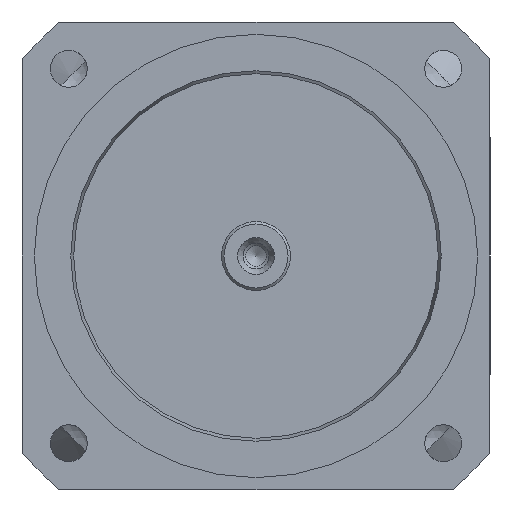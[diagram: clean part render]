
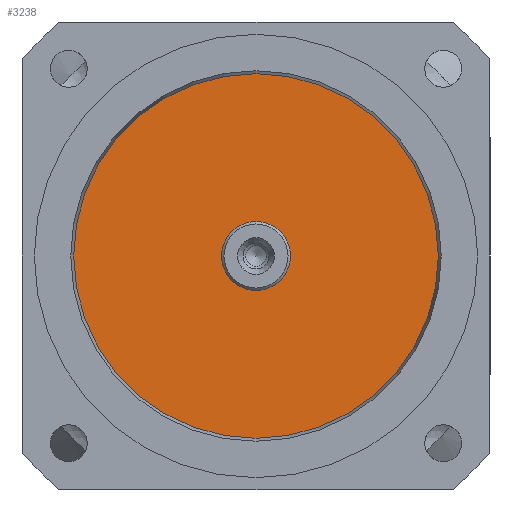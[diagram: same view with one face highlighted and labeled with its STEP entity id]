
A CAD part, left-side view. The second image highlights one B-rep face of the part: STEP entity #3238.
In plain terms, the highlighted planar face has unit normal (-1, 0, 0).
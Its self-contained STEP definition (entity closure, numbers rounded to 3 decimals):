
#650=CIRCLE('',#3442,14.);
#654=CIRCLE('',#3451,74.);
#911=VERTEX_POINT('',#4953);
#913=VERTEX_POINT('',#4965);
#1638=EDGE_CURVE('',#911,#911,#650,.T.);
#1643=EDGE_CURVE('',#913,#913,#654,.T.);
#2128=ORIENTED_EDGE('',*,*,#1643,.F.);
#2129=ORIENTED_EDGE('',*,*,#1638,.T.);
#2794=EDGE_LOOP('',(#2128));
#2795=EDGE_LOOP('',(#2129));
#3024=FACE_BOUND('',#2794,.T.);
#3025=FACE_BOUND('',#2795,.T.);
#3238=ADVANCED_FACE('',(#3024,#3025),#5560,.T.);
#3442=AXIS2_PLACEMENT_3D('',#4952,#3934,#3935);
#3450=AXIS2_PLACEMENT_3D('',#4963,#3950,$);
#3451=AXIS2_PLACEMENT_3D('',#4964,#3951,#3952);
#3934=DIRECTION('',(1.,0.,0.));
#3935=DIRECTION('',(0.,0.,-14.));
#3950=DIRECTION('',(-1.,0.,0.));
#3951=DIRECTION('',(1.,0.,0.));
#3952=DIRECTION('',(0.,74.,0.));
#4952=CARTESIAN_POINT('',(-145.,0.,0.));
#4953=CARTESIAN_POINT('',(-145.,0.,14.));
#4963=CARTESIAN_POINT('',(-145.,37.,0.));
#4964=CARTESIAN_POINT('',(-145.,0.,0.));
#4965=CARTESIAN_POINT('',(-145.,74.,0.));
#5560=PLANE('',#3450);
